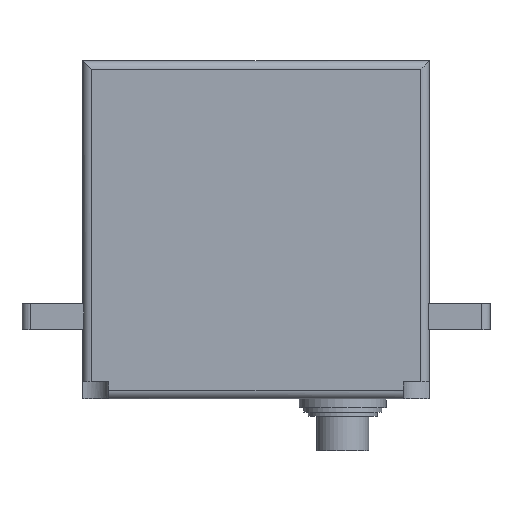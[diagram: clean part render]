
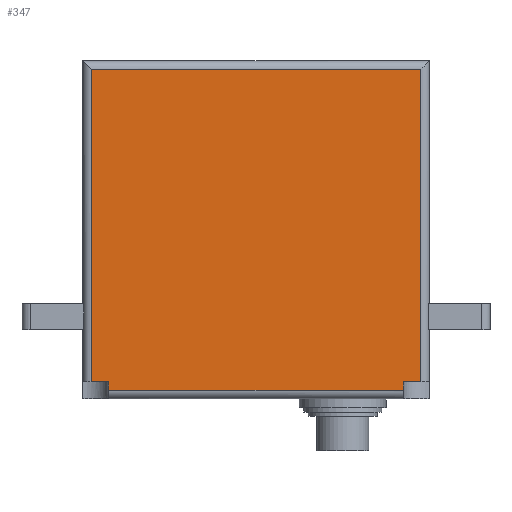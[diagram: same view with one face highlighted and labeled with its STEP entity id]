
A CAD part, front view. The second image highlights one B-rep face of the part: STEP entity #347.
In plain terms, the highlighted planar face has unit normal (0, -1, 0).
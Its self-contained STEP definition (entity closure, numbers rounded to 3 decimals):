
#1 = VERTEX_POINT ( 'NONE', #495 ) ;
#7 = DIRECTION ( 'NONE',  ( 0., 1., 0. ) ) ;
#37 = CARTESIAN_POINT ( 'NONE',  ( 0., 0., 2. ) ) ;
#137 = ORIENTED_EDGE ( 'NONE', *, *, #1164, .T. ) ;
#174 = DIRECTION ( 'NONE',  ( 0., 0., -1. ) ) ;
#176 = EDGE_CURVE ( 'NONE', #345, #842, #760, .T. ) ;
#190 = LINE ( 'NONE', #1364, #962 ) ;
#260 = ORIENTED_EDGE ( 'NONE', *, *, #485, .T. ) ;
#345 = VERTEX_POINT ( 'NONE', #732 ) ;
#346 = CARTESIAN_POINT ( 'NONE',  ( 1., 0., 0. ) ) ;
#347 = ADVANCED_FACE ( 'NONE', ( #562 ), #1867, .F. ) ;
#390 = ORIENTED_EDGE ( 'NONE', *, *, #980, .T. ) ;
#395 = VERTEX_POINT ( 'NONE', #1279 ) ;
#408 = DIRECTION ( 'NONE',  ( 0., 0., 1. ) ) ;
#446 = VECTOR ( 'NONE', #1745, 1000. ) ;
#485 = EDGE_CURVE ( 'NONE', #1546, #842, #1799, .T. ) ;
#495 = CARTESIAN_POINT ( 'NONE',  ( 39., 0., 38. ) ) ;
#504 = VECTOR ( 'NONE', #1778, 1000. ) ;
#507 = DIRECTION ( 'NONE',  ( 1., 0., 0. ) ) ;
#535 = AXIS2_PLACEMENT_3D ( 'NONE', #1311, #7, #408 ) ;
#562 = FACE_OUTER_BOUND ( 'NONE', #1829, .T. ) ;
#604 = LINE ( 'NONE', #1312, #1236 ) ;
#615 = DIRECTION ( 'NONE',  ( -1., 0., 0. ) ) ;
#617 = CARTESIAN_POINT ( 'NONE',  ( 0., 0., 38. ) ) ;
#620 = DIRECTION ( 'NONE',  ( 0., 0., -1. ) ) ;
#623 = VECTOR ( 'NONE', #507, 1000. ) ;
#666 = EDGE_CURVE ( 'NONE', #1692, #395, #1319, .T. ) ;
#728 = EDGE_CURVE ( 'NONE', #345, #1612, #1355, .T. ) ;
#732 = CARTESIAN_POINT ( 'NONE',  ( 3., 0., 2. ) ) ;
#760 = LINE ( 'NONE', #37, #1295 ) ;
#762 = LINE ( 'NONE', #617, #504 ) ;
#784 = LINE ( 'NONE', #800, #623 ) ;
#800 = CARTESIAN_POINT ( 'NONE',  ( 0., 0., 1. ) ) ;
#842 = VERTEX_POINT ( 'NONE', #1081 ) ;
#848 = CARTESIAN_POINT ( 'NONE',  ( 0., 0., 2. ) ) ;
#962 = VECTOR ( 'NONE', #1819, 1000. ) ;
#980 = EDGE_CURVE ( 'NONE', #1507, #395, #604, .T. ) ;
#984 = VECTOR ( 'NONE', #620, 1000. ) ;
#1026 = ORIENTED_EDGE ( 'NONE', *, *, #176, .F. ) ;
#1056 = ORIENTED_EDGE ( 'NONE', *, *, #1112, .T. ) ;
#1059 = CARTESIAN_POINT ( 'NONE',  ( 3., 0., 2. ) ) ;
#1060 = CARTESIAN_POINT ( 'NONE',  ( 3., 0., 1. ) ) ;
#1081 = CARTESIAN_POINT ( 'NONE',  ( 1., 0., 2. ) ) ;
#1112 = EDGE_CURVE ( 'NONE', #1612, #1507, #784, .T. ) ;
#1164 = EDGE_CURVE ( 'NONE', #1, #1546, #762, .T. ) ;
#1171 = VECTOR ( 'NONE', #174, 1000. ) ;
#1236 = VECTOR ( 'NONE', #1305, 1000. ) ;
#1279 = CARTESIAN_POINT ( 'NONE',  ( 37., 0., 2. ) ) ;
#1295 = VECTOR ( 'NONE', #615, 1000. ) ;
#1305 = DIRECTION ( 'NONE',  ( 0., 0., 1. ) ) ;
#1311 = CARTESIAN_POINT ( 'NONE',  ( 0., 0., 0. ) ) ;
#1312 = CARTESIAN_POINT ( 'NONE',  ( 37., 0., 2. ) ) ;
#1319 = LINE ( 'NONE', #848, #446 ) ;
#1355 = LINE ( 'NONE', #1059, #1171 ) ;
#1364 = CARTESIAN_POINT ( 'NONE',  ( 39., 0., 0. ) ) ;
#1476 = ORIENTED_EDGE ( 'NONE', *, *, #666, .F. ) ;
#1507 = VERTEX_POINT ( 'NONE', #1738 ) ;
#1546 = VERTEX_POINT ( 'NONE', #1746 ) ;
#1612 = VERTEX_POINT ( 'NONE', #1060 ) ;
#1631 = EDGE_CURVE ( 'NONE', #1692, #1, #190, .T. ) ;
#1643 = CARTESIAN_POINT ( 'NONE',  ( 39., 0., 2. ) ) ;
#1652 = ORIENTED_EDGE ( 'NONE', *, *, #1631, .T. ) ;
#1682 = ORIENTED_EDGE ( 'NONE', *, *, #728, .T. ) ;
#1692 = VERTEX_POINT ( 'NONE', #1643 ) ;
#1738 = CARTESIAN_POINT ( 'NONE',  ( 37., 0., 1. ) ) ;
#1745 = DIRECTION ( 'NONE',  ( -1., 0., 0. ) ) ;
#1746 = CARTESIAN_POINT ( 'NONE',  ( 1., 0., 38. ) ) ;
#1778 = DIRECTION ( 'NONE',  ( -1., 0., 0. ) ) ;
#1799 = LINE ( 'NONE', #346, #984 ) ;
#1819 = DIRECTION ( 'NONE',  ( 0., 0., 1. ) ) ;
#1829 = EDGE_LOOP ( 'NONE', ( #1682, #1056, #390, #1476, #1652, #137, #260, #1026 ) ) ;
#1867 = PLANE ( 'NONE',  #535 ) ;
